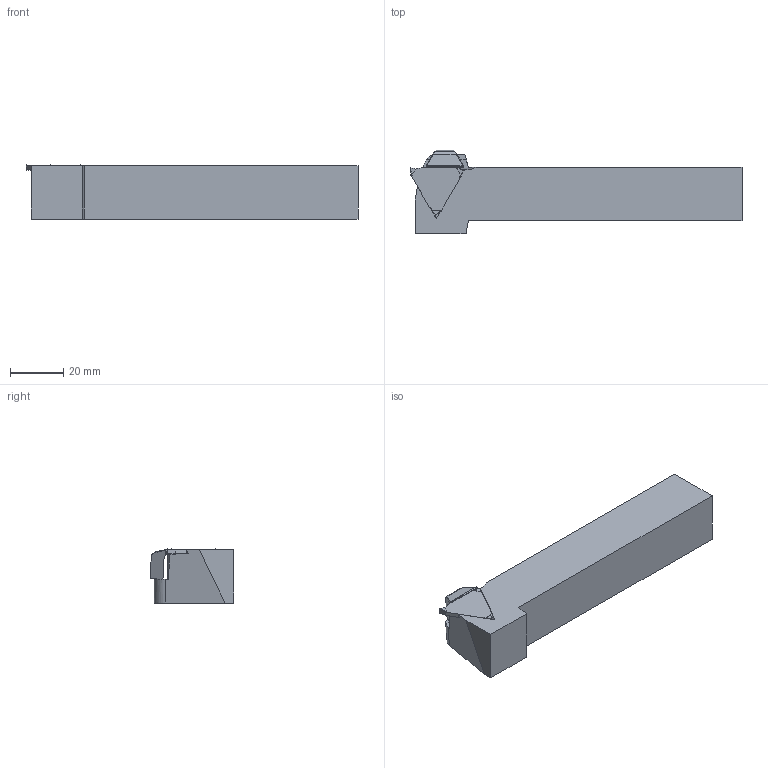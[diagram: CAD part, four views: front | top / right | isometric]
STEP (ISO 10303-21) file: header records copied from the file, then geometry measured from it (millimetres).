
FILE_DESCRIPTION(/* description */ (''),/* implementation_level */ '2;1');
FILE_NAME(/* name */ 'ADKT-H22-L-2020.stp',/* time_stamp */ '2023-10-30T19:27:22+03:00',/* author */ (''),/* organization */ (''),/* preprocessor_version */ 'ST-DEVELOPER v19.4',/* originating_system */ 'SIEMENS PLM Software NX2306.3001',/* authorisation */ '');
FILE_SCHEMA (('AUTOMOTIVE_DESIGN { 1 0 10303 214 3 1 1 1 }'));
Length unit declared in the file: millimetre
Products named in the file (1): ADKT-H22-R-2020
Bounding box: 125 x 31.57 x 20.35 mm (x, y, z)
Volume: 51415.7 mm3; surface area: 12278.9 mm2
Topology: 2 solids, 2 shells, 71 faces, 198 edges, 131 vertices
Faces by surface type: plane 50, cylinder 20, cone 1
Full cylindrical faces by diameter (mm): 6.1 x1
Entity records: 2796 total; most frequent: CARTESIAN_POINT 416, ORIENTED_EDGE 390, DIRECTION 382, EDGE_CURVE 195, LINE 140, VECTOR 140, VERTEX_POINT 131, AXIS2_PLACEMENT_3D 121
